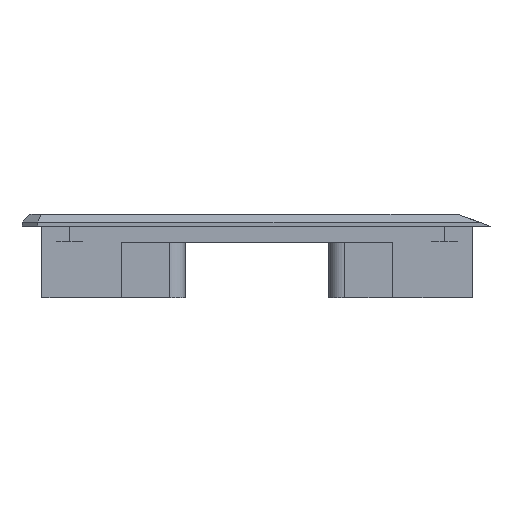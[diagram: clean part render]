
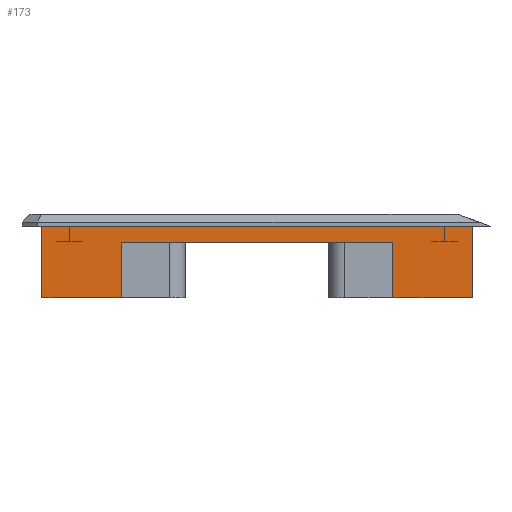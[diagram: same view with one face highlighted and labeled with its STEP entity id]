
A CAD part, left-side view. The second image highlights one B-rep face of the part: STEP entity #173.
In plain terms, the highlighted planar face has unit normal (-1, 0, 0).
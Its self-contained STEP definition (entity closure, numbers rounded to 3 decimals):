
#2 = CARTESIAN_POINT ( 'NONE',  ( -95., 27., -9. ) ) ;
#39 = LINE ( 'NONE', #2077, #2215 ) ;
#63 = VERTEX_POINT ( 'NONE', #1845 ) ;
#95 = VECTOR ( 'NONE', #2391, 1000. ) ;
#114 = EDGE_CURVE ( 'NONE', #63, #542, #1326, .T. ) ;
#173 = ADVANCED_FACE ( 'NONE', ( #901 ), #2725, .F. ) ;
#216 = DIRECTION ( 'NONE',  ( 0., 1., 0. ) ) ;
#243 = VECTOR ( 'NONE', #216, 1000. ) ;
#270 = DIRECTION ( 'NONE',  ( 0., 0., 1. ) ) ;
#304 = VECTOR ( 'NONE', #727, 1000. ) ;
#435 = EDGE_LOOP ( 'NONE', ( #1733, #975, #2405, #2338, #2377, #2625, #2517, #1623 ) ) ;
#468 = CARTESIAN_POINT ( 'NONE',  ( -95., 27., -9. ) ) ;
#529 = LINE ( 'NONE', #2124, #755 ) ;
#542 = VERTEX_POINT ( 'NONE', #468 ) ;
#573 = VERTEX_POINT ( 'NONE', #2603 ) ;
#727 = DIRECTION ( 'NONE',  ( 0., 1., 0. ) ) ;
#742 = VERTEX_POINT ( 'NONE', #2005 ) ;
#755 = VECTOR ( 'NONE', #1505, 1000. ) ;
#786 = DIRECTION ( 'NONE',  ( 0., 1., 0. ) ) ;
#805 = CARTESIAN_POINT ( 'NONE',  ( -95., 27., -9. ) ) ;
#901 = FACE_OUTER_BOUND ( 'NONE', #435, .T. ) ;
#975 = ORIENTED_EDGE ( 'NONE', *, *, #1584, .F. ) ;
#1012 = DIRECTION ( 'NONE',  ( 1., 0., 0. ) ) ;
#1026 = EDGE_CURVE ( 'NONE', #2007, #1100, #529, .T. ) ;
#1081 = LINE ( 'NONE', #1464, #243 ) ;
#1085 = VECTOR ( 'NONE', #786, 1000. ) ;
#1097 = CARTESIAN_POINT ( 'NONE',  ( -95., -27., 0. ) ) ;
#1100 = VERTEX_POINT ( 'NONE', #1097 ) ;
#1326 = LINE ( 'NONE', #2257, #2136 ) ;
#1363 = DIRECTION ( 'NONE',  ( 0., 0., 1. ) ) ;
#1376 = EDGE_CURVE ( 'NONE', #1100, #742, #2011, .T. ) ;
#1382 = VERTEX_POINT ( 'NONE', #2280 ) ;
#1395 = VERTEX_POINT ( 'NONE', #2492 ) ;
#1413 = DIRECTION ( 'NONE',  ( 0., 1., 0. ) ) ;
#1464 = CARTESIAN_POINT ( 'NONE',  ( -95., -17., -2. ) ) ;
#1505 = DIRECTION ( 'NONE',  ( 0., 0., 1. ) ) ;
#1582 = EDGE_CURVE ( 'NONE', #573, #1382, #1081, .T. ) ;
#1584 = EDGE_CURVE ( 'NONE', #542, #742, #1946, .T. ) ;
#1606 = VECTOR ( 'NONE', #270, 1000. ) ;
#1623 = ORIENTED_EDGE ( 'NONE', *, *, #1026, .T. ) ;
#1694 = CARTESIAN_POINT ( 'NONE',  ( -95., -27., -9. ) ) ;
#1725 = EDGE_CURVE ( 'NONE', #2007, #1395, #2643, .T. ) ;
#1733 = ORIENTED_EDGE ( 'NONE', *, *, #1376, .T. ) ;
#1753 = CARTESIAN_POINT ( 'NONE',  ( -95., 17., -9. ) ) ;
#1845 = CARTESIAN_POINT ( 'NONE',  ( -95., 17., -9. ) ) ;
#1868 = EDGE_CURVE ( 'NONE', #1395, #573, #39, .T. ) ;
#1946 = LINE ( 'NONE', #2, #1606 ) ;
#1974 = CARTESIAN_POINT ( 'NONE',  ( -95., -27., -9. ) ) ;
#2005 = CARTESIAN_POINT ( 'NONE',  ( -95., 27., 0. ) ) ;
#2007 = VERTEX_POINT ( 'NONE', #1694 ) ;
#2011 = LINE ( 'NONE', #2503, #1085 ) ;
#2077 = CARTESIAN_POINT ( 'NONE',  ( -95., -17., -9. ) ) ;
#2124 = CARTESIAN_POINT ( 'NONE',  ( -95., -27., -9. ) ) ;
#2136 = VECTOR ( 'NONE', #1413, 1000. ) ;
#2148 = LINE ( 'NONE', #1753, #95 ) ;
#2215 = VECTOR ( 'NONE', #1363, 1000. ) ;
#2257 = CARTESIAN_POINT ( 'NONE',  ( -95., 27., -9. ) ) ;
#2280 = CARTESIAN_POINT ( 'NONE',  ( -95., 17., -2. ) ) ;
#2300 = DIRECTION ( 'NONE',  ( 0., 0., -1. ) ) ;
#2338 = ORIENTED_EDGE ( 'NONE', *, *, #2689, .T. ) ;
#2377 = ORIENTED_EDGE ( 'NONE', *, *, #1582, .F. ) ;
#2391 = DIRECTION ( 'NONE',  ( 0., 0., 1. ) ) ;
#2405 = ORIENTED_EDGE ( 'NONE', *, *, #114, .F. ) ;
#2416 = AXIS2_PLACEMENT_3D ( 'NONE', #805, #1012, #2300 ) ;
#2492 = CARTESIAN_POINT ( 'NONE',  ( -95., -17., -9. ) ) ;
#2503 = CARTESIAN_POINT ( 'NONE',  ( -95., 27., 0. ) ) ;
#2517 = ORIENTED_EDGE ( 'NONE', *, *, #1725, .F. ) ;
#2603 = CARTESIAN_POINT ( 'NONE',  ( -95., -17., -2. ) ) ;
#2625 = ORIENTED_EDGE ( 'NONE', *, *, #1868, .F. ) ;
#2643 = LINE ( 'NONE', #1974, #304 ) ;
#2689 = EDGE_CURVE ( 'NONE', #63, #1382, #2148, .T. ) ;
#2725 = PLANE ( 'NONE',  #2416 ) ;
